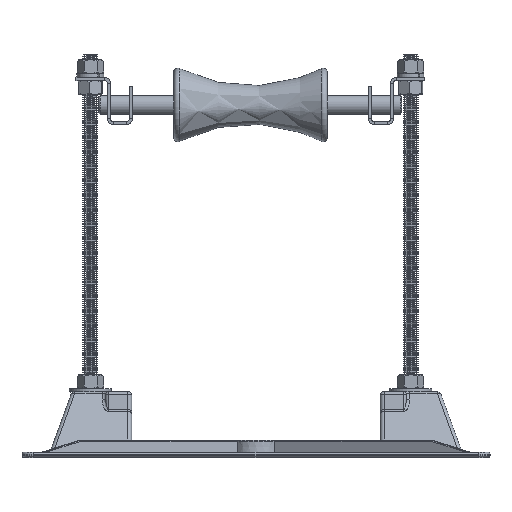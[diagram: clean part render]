
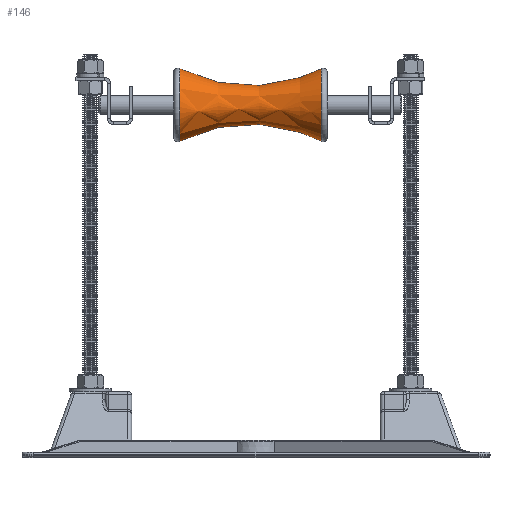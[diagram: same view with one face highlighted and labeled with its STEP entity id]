
A CAD part, top view. The second image highlights one B-rep face of the part: STEP entity #146.
In plain terms, the highlighted toroidal (fillet/blend) face has major radius 143.85 mm and minor radius 127.975 mm.
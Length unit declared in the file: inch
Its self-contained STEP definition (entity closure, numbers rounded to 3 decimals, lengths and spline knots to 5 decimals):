
#119=CARTESIAN_POINT('',(0.0,0.0,0.0));
#120=DIRECTION('',(-1.0,0.0,0.0));
#121=DIRECTION('',(0.0,0.0,1.0));
#122=AXIS2_PLACEMENT_3D('',#119,#120,#121);
#123=TOROIDAL_SURFACE('',#122,5.6634,5.0384);
#124=CARTESIAN_POINT('',(-2.30612,0.,-1.18375));
#125=VERTEX_POINT('',#124);
#126=CARTESIAN_POINT('',(-2.30612,0.0,0.0));
#127=DIRECTION('',(-1.0,0.0,0.0));
#128=DIRECTION('',(0.0,0.0,1.0));
#129=AXIS2_PLACEMENT_3D('',#126,#127,#128);
#130=CIRCLE('',#129,1.18375);
#131=EDGE_CURVE('',#125,#125,#130,.T.);
#132=ORIENTED_EDGE('',*,*,#131,.F.);
#133=EDGE_LOOP('',(#132));
#134=FACE_OUTER_BOUND('',#133,.T.);
#135=CARTESIAN_POINT('',(2.30612,0.0,1.18375));
#136=VERTEX_POINT('',#135);
#137=CARTESIAN_POINT('',(2.30612,0.0,0.0));
#138=DIRECTION('',(-1.0,0.0,0.0));
#139=DIRECTION('',(0.0,0.0,1.0));
#140=AXIS2_PLACEMENT_3D('',#137,#138,#139);
#141=CIRCLE('',#140,1.18375);
#142=EDGE_CURVE('',#136,#136,#141,.T.);
#143=ORIENTED_EDGE('',*,*,#142,.T.);
#144=EDGE_LOOP('',(#143));
#145=FACE_BOUND('',#144,.T.);
#146=ADVANCED_FACE('',(#134,#145),#123,.F.);
